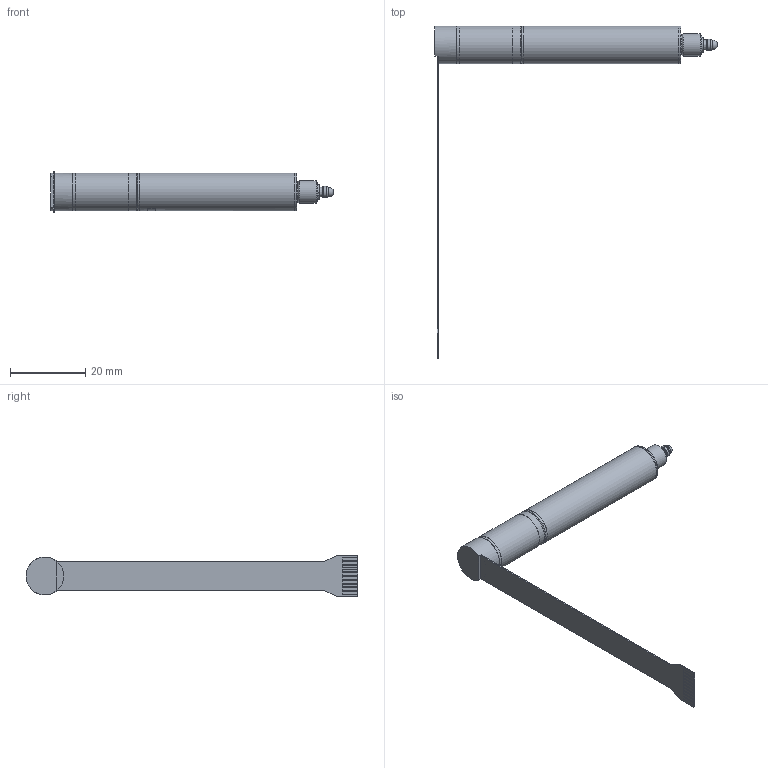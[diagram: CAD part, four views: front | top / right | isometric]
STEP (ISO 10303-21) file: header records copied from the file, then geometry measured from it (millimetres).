
FILE_DESCRIPTION(/* description */ (''),/* implementation_level */ '2;1');
FILE_NAME(/* name */ 'model_product_id34.stp',/* time_stamp */ '2016-07-21T14:11:55+02:00',/* author */ ('SD'),/* organization */ ('Micromotion GmbH Germany'),/* preprocessor_version */ 'ST-DEVELOPER v16.1',/* originating_system */ 'Autodesk Inventor 2016',/* authorisation */ '');
FILE_SCHEMA (('AUTOMOTIVE_DESIGN { 1 0 10303 214 3 1 1 }'));
Length unit declared in the file: millimetre
Products named in the file (1): MLP-10-80-12-DC-SPM0008_Shrinkwrap_1
Bounding box: 75.01 x 88 x 11 mm (x, y, z)
Surface area: 3848.4 mm2 (no closed solid volume)
Topology: 0 solids, 5 shells, 104 faces, 260 edges, 170 vertices
Faces by surface type: plane 67, cylinder 18, cone 10, torus 3, bspline 3, sphere 3
Full cylindrical faces by diameter (mm): 2.5 x2, 3 x1, 4.2 x1, 5.3 x1, 6 x1, 9.9 x2, 10 x5
Entity records: 3261 total; most frequent: CARTESIAN_POINT 762, DIRECTION 460, ORIENTED_EDGE 440, EDGE_CURVE 218, LINE 160, VECTOR 160, VERTEX_POINT 157, AXIS2_PLACEMENT_3D 150
